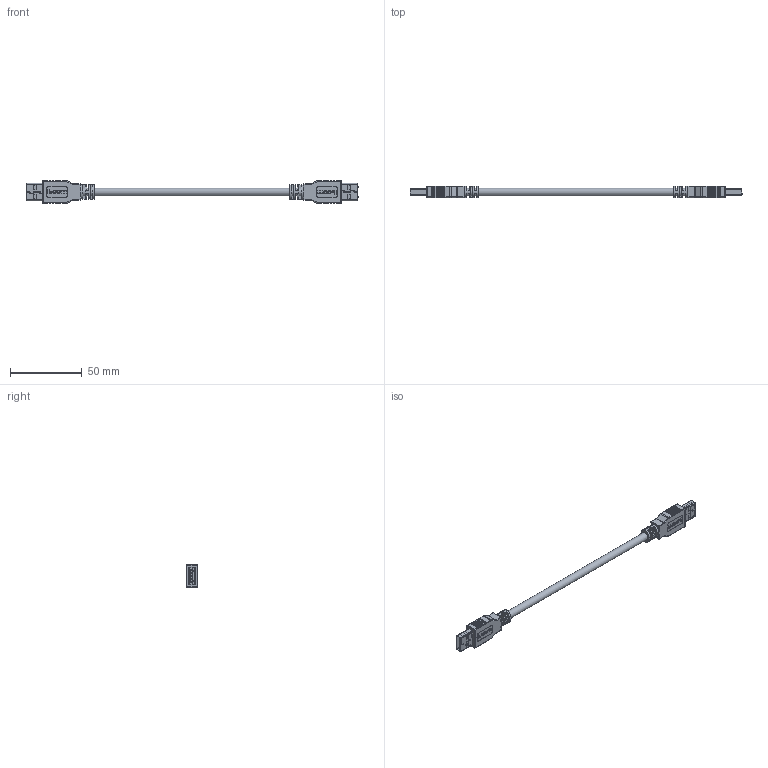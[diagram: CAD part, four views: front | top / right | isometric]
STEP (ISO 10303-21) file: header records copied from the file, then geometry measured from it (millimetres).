
FILE_DESCRIPTION (( 'STEP AP214' ), '1' );
FILE_NAME ('U3A00007.STEP', '2018-04-19T15:56:55', ( '' ), ( '' ), 'SwSTEP 2.0', 'SolidWorks 2017', '' );
FILE_SCHEMA (( 'AUTOMOTIVE_DESIGN' ));
Length unit declared in the file: inch
Products named in the file (9): MTN-594_NO CABLE; 1AA05-046-MA2_Without Crimp; 1AA05-046-MA1; MTN-593; 1AA05-046-MA3; 3AC08-027; U3A00007
Assembly tree (9 placements, depth 4):
  U3A00007
    3AC08-027
    MTN-594_NO CABLE  x2
      MTN-593
        1AA05-046-MA3
        MTN-593
      1AA05-046-MA1
      1AA05-046-MA2_Without Crimp
      MTN-594_NO CABLE
Bounding box: 232 x 8 x 16 mm (x, y, z)
Volume: 12408.6 mm3; surface area: 14260.4 mm2
Topology: 39 solids, 39 shells, 2791 faces, 7481 edges, 4912 vertices
Faces by surface type: plane 2096, cylinder 439, bspline 212, torus 28, sphere 16
Full cylindrical faces by diameter (mm): 0.9 x8, 5.486 x1, 5.5 x4
Entity records: 51606 total; most frequent: CARTESIAN_POINT 13427, ORIENTED_EDGE 7412, DIRECTION 6462, EDGE_CURVE 3706, VECTOR 2960, LINE 2960, VERTEX_POINT 2446, AXIS2_PLACEMENT_3D 1751
